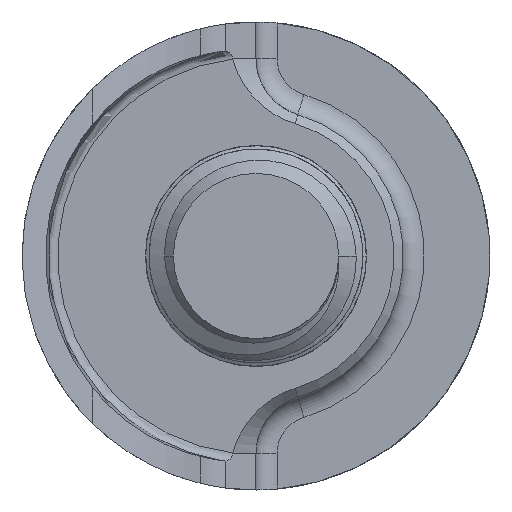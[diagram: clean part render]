
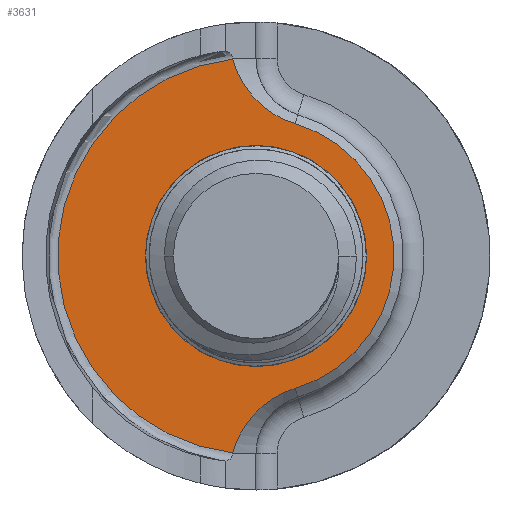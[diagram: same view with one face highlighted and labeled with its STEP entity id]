
A CAD part, left-side view. The second image highlights one B-rep face of the part: STEP entity #3631.
In plain terms, the highlighted planar face has unit normal (-1, 0, 0).
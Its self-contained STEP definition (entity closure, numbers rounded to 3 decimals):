
#16 = CARTESIAN_POINT ( 'NONE',  ( -11.25, 0.161, 8.647 ) ) ;
#52 = CARTESIAN_POINT ( 'NONE',  ( -11.25, 0., 0. ) ) ;
#57 = AXIS2_PLACEMENT_3D ( 'NONE', #2719, #2737, #1314 ) ;
#91 = CARTESIAN_POINT ( 'NONE',  ( -11.25, -0.131, -8.344 ) ) ;
#350 = EDGE_LOOP ( 'NONE', ( #1633, #2166 ) ) ;
#365 = EDGE_CURVE ( 'NONE', #932, #4595, #2407, .T. ) ;
#427 = CARTESIAN_POINT ( 'NONE',  ( -11.25, -0.615, 7.917 ) ) ;
#475 = DIRECTION ( 'NONE',  ( 0., 0., -1. ) ) ;
#488 = CARTESIAN_POINT ( 'NONE',  ( -11.25, -2.129, -7.183 ) ) ;
#502 = CARTESIAN_POINT ( 'NONE',  ( -11.25, 0.301, -8.812 ) ) ;
#652 = DIRECTION ( 'NONE',  ( 1., 0., 0. ) ) ;
#691 = EDGE_CURVE ( 'NONE', #3469, #3637, #939, .T. ) ;
#768 = CARTESIAN_POINT ( 'NONE',  ( -11.25, -2.129, 7.183 ) ) ;
#783 = VERTEX_POINT ( 'NONE', #5329 ) ;
#852 = CARTESIAN_POINT ( 'NONE',  ( -11.25, -1.715, 7.299 ) ) ;
#906 = CARTESIAN_POINT ( 'NONE',  ( -11.25, -1.716, -7.298 ) ) ;
#928 = CARTESIAN_POINT ( 'NONE',  ( -11.25, 0.673, -9.329 ) ) ;
#932 = VERTEX_POINT ( 'NONE', #4761 ) ;
#939 = CIRCLE ( 'NONE', #57, 7.492 ) ;
#961 = CARTESIAN_POINT ( 'NONE',  ( -11.25, 1.262, -10.684 ) ) ;
#1131 = ORIENTED_EDGE ( 'NONE', *, *, #691, .F. ) ;
#1189 = CIRCLE ( 'NONE', #5385, 10.758 ) ;
#1212 = EDGE_LOOP ( 'NONE', ( #1131, #5415, #4735, #4020 ) ) ;
#1234 = B_SPLINE_CURVE_WITH_KNOTS ( 'NONE', 3,
 ( #488, #906, #4710, #2184, #5142, #2606, #91, #3025, #502, #3453, #928, #3882, #1355, #4303, #1780, #4723 ),
 .UNSPECIFIED., .F., .F.,
 ( 4, 2, 2, 2, 2, 2, 2, 4 ),
 ( 0., 0.001, 0.002, 0.003, 0.003, 0.004, 0.004, 0.005 ),
 .UNSPECIFIED. ) ;
#1240 = VERTEX_POINT ( 'NONE', #961 ) ;
#1314 = DIRECTION ( 'NONE',  ( 0., 0., 1. ) ) ;
#1355 = CARTESIAN_POINT ( 'NONE',  ( -11.25, 0.976, -9.883 ) ) ;
#1471 = CIRCLE ( 'NONE', #3634, 6. ) ;
#1633 = ORIENTED_EDGE ( 'NONE', *, *, #4066, .T. ) ;
#1737 = CARTESIAN_POINT ( 'NONE',  ( -11.25, 0., 0. ) ) ;
#1780 = CARTESIAN_POINT ( 'NONE',  ( -11.25, 1.208, -10.477 ) ) ;
#1901 = DIRECTION ( 'NONE',  ( -1., 0., 0. ) ) ;
#2113 = CARTESIAN_POINT ( 'NONE',  ( -11.25, 0.672, 9.328 ) ) ;
#2158 = DIRECTION ( 'NONE',  ( 0., 0., -1. ) ) ;
#2166 = ORIENTED_EDGE ( 'NONE', *, *, #365, .T. ) ;
#2184 = CARTESIAN_POINT ( 'NONE',  ( -11.25, -0.79, -7.808 ) ) ;
#2407 = CIRCLE ( 'NONE', #4502, 6. ) ;
#2540 = CARTESIAN_POINT ( 'NONE',  ( -11.25, 0.298, 8.808 ) ) ;
#2606 = CARTESIAN_POINT ( 'NONE',  ( -11.25, -0.287, -8.201 ) ) ;
#2719 = CARTESIAN_POINT ( 'NONE',  ( -11.25, 0., 0. ) ) ;
#2737 = DIRECTION ( 'NONE',  ( 1., 0., 0. ) ) ;
#2757 = CARTESIAN_POINT ( 'NONE',  ( -11.25, 0., 0. ) ) ;
#2938 = CARTESIAN_POINT ( 'NONE',  ( -11.25, 1.153, 10.27 ) ) ;
#2951 = CARTESIAN_POINT ( 'NONE',  ( -11.25, -0.279, 8.19 ) ) ;
#2995 = DIRECTION ( 'NONE',  ( 1., 0., 0. ) ) ;
#3025 = CARTESIAN_POINT ( 'NONE',  ( -11.25, 0.162, -8.649 ) ) ;
#3171 = AXIS2_PLACEMENT_3D ( 'NONE', #4836, #1901, #4857 ) ;
#3181 = DIRECTION ( 'NONE',  ( 0., 0., -1. ) ) ;
#3378 = CARTESIAN_POINT ( 'NONE',  ( -11.25, -1.332, 7.473 ) ) ;
#3453 = CARTESIAN_POINT ( 'NONE',  ( -11.25, 0.556, -9.152 ) ) ;
#3469 = VERTEX_POINT ( 'NONE', #768 ) ;
#3631 = ADVANCED_FACE ( 'NONE', ( #4567, #4357 ), #4417, .T. ) ;
#3634 = AXIS2_PLACEMENT_3D ( 'NONE', #52, #2995, #475 ) ;
#3637 = VERTEX_POINT ( 'NONE', #5289 ) ;
#3721 = CARTESIAN_POINT ( 'NONE',  ( -11.25, 1.262, 10.684 ) ) ;
#3800 = CARTESIAN_POINT ( 'NONE',  ( -11.25, -2.129, 7.183 ) ) ;
#3882 = CARTESIAN_POINT ( 'NONE',  ( -11.25, 0.882, -9.694 ) ) ;
#4020 = ORIENTED_EDGE ( 'NONE', *, *, #5313, .F. ) ;
#4066 = EDGE_CURVE ( 'NONE', #4595, #932, #1471, .T. ) ;
#4160 = B_SPLINE_CURVE_WITH_KNOTS ( 'NONE', 3,
 ( #3721, #2938, #4630, #2113, #5065, #2540, #16, #2951, #427, #3378, #852, #3800 ),
 .UNSPECIFIED., .F., .F.,
 ( 4, 2, 2, 2, 2, 4 ),
 ( 0., 0.001, 0.002, 0.003, 0.004, 0.005 ),
 .UNSPECIFIED. ) ;
#4303 = CARTESIAN_POINT ( 'NONE',  ( -11.25, 1.138, -10.274 ) ) ;
#4357 = FACE_BOUND ( 'NONE', #350, .T. ) ;
#4417 = PLANE ( 'NONE',  #3171 ) ;
#4473 = CARTESIAN_POINT ( 'NONE',  ( -11.25, 0., 6. ) ) ;
#4502 = AXIS2_PLACEMENT_3D ( 'NONE', #2757, #652, #3181 ) ;
#4567 = FACE_OUTER_BOUND ( 'NONE', #1212, .T. ) ;
#4595 = VERTEX_POINT ( 'NONE', #4473 ) ;
#4630 = CARTESIAN_POINT ( 'NONE',  ( -11.25, 0.989, 9.88 ) ) ;
#4677 = DIRECTION ( 'NONE',  ( 1., 0., 0. ) ) ;
#4710 = CARTESIAN_POINT ( 'NONE',  ( -11.25, -1.332, -7.473 ) ) ;
#4723 = CARTESIAN_POINT ( 'NONE',  ( -11.25, 1.262, -10.684 ) ) ;
#4735 = ORIENTED_EDGE ( 'NONE', *, *, #4839, .F. ) ;
#4761 = CARTESIAN_POINT ( 'NONE',  ( -11.25, 0., -6. ) ) ;
#4836 = CARTESIAN_POINT ( 'NONE',  ( -11.25, 0., 0. ) ) ;
#4839 = EDGE_CURVE ( 'NONE', #1240, #783, #1189, .T. ) ;
#4857 = DIRECTION ( 'NONE',  ( 0., 0., -1. ) ) ;
#5065 = CARTESIAN_POINT ( 'NONE',  ( -11.25, 0.554, 9.148 ) ) ;
#5142 = CARTESIAN_POINT ( 'NONE',  ( -11.25, -0.616, -7.933 ) ) ;
#5233 = EDGE_CURVE ( 'NONE', #783, #3469, #4160, .T. ) ;
#5289 = CARTESIAN_POINT ( 'NONE',  ( -11.25, -2.129, -7.183 ) ) ;
#5313 = EDGE_CURVE ( 'NONE', #3637, #1240, #1234, .T. ) ;
#5329 = CARTESIAN_POINT ( 'NONE',  ( -11.25, 1.262, 10.684 ) ) ;
#5385 = AXIS2_PLACEMENT_3D ( 'NONE', #1737, #4677, #2158 ) ;
#5415 = ORIENTED_EDGE ( 'NONE', *, *, #5233, .F. ) ;
